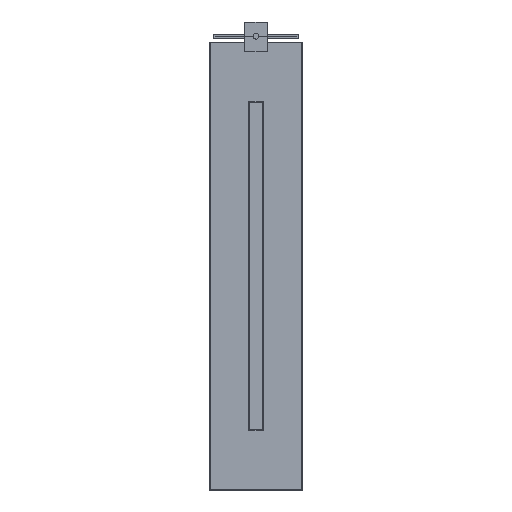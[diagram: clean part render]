
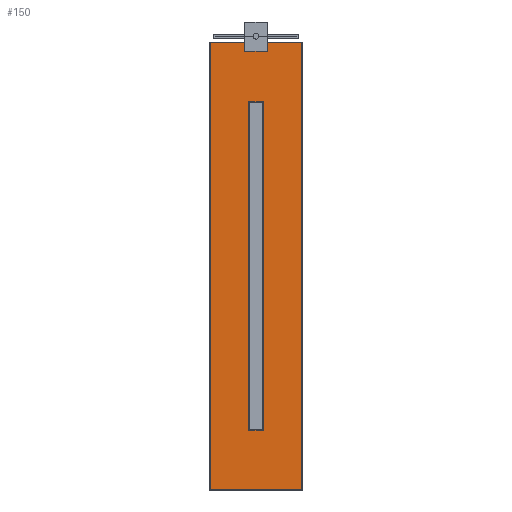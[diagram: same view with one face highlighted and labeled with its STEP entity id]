
A CAD part, top view. The second image highlights one B-rep face of the part: STEP entity #150.
In plain terms, the highlighted planar face has unit normal (0, 0, 1).
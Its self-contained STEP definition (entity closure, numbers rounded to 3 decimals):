
#121=FACE_BOUND('',#301,.T.);
#122=FACE_BOUND('',#302,.T.);
#150=ADVANCED_FACE('',(#121,#122),#214,.T.);
#214=PLANE('',#1114);
#301=EDGE_LOOP('',(#384,#385,#386,#387,#388,#389,#390,#391));
#302=EDGE_LOOP('',(#392,#393,#394,#395));
#384=ORIENTED_EDGE('',*,*,#780,.F.);
#385=ORIENTED_EDGE('',*,*,#781,.T.);
#386=ORIENTED_EDGE('',*,*,#782,.F.);
#387=ORIENTED_EDGE('',*,*,#783,.T.);
#388=ORIENTED_EDGE('',*,*,#784,.F.);
#389=ORIENTED_EDGE('',*,*,#785,.F.);
#390=ORIENTED_EDGE('',*,*,#786,.T.);
#391=ORIENTED_EDGE('',*,*,#787,.T.);
#392=ORIENTED_EDGE('',*,*,#788,.T.);
#393=ORIENTED_EDGE('',*,*,#789,.T.);
#394=ORIENTED_EDGE('',*,*,#790,.F.);
#395=ORIENTED_EDGE('',*,*,#791,.F.);
#680=VERTEX_POINT('',#1549);
#681=VERTEX_POINT('',#1550);
#682=VERTEX_POINT('',#1552);
#683=VERTEX_POINT('',#1554);
#684=VERTEX_POINT('',#1556);
#685=VERTEX_POINT('',#1558);
#686=VERTEX_POINT('',#1560);
#687=VERTEX_POINT('',#1562);
#688=VERTEX_POINT('',#1565);
#689=VERTEX_POINT('',#1566);
#690=VERTEX_POINT('',#1568);
#691=VERTEX_POINT('',#1570);
#780=EDGE_CURVE('',#680,#681,#928,.T.);
#781=EDGE_CURVE('',#680,#682,#929,.T.);
#782=EDGE_CURVE('',#683,#682,#930,.T.);
#783=EDGE_CURVE('',#683,#684,#931,.T.);
#784=EDGE_CURVE('',#685,#684,#932,.T.);
#785=EDGE_CURVE('',#686,#685,#933,.T.);
#786=EDGE_CURVE('',#686,#687,#934,.T.);
#787=EDGE_CURVE('',#687,#681,#935,.T.);
#788=EDGE_CURVE('',#688,#689,#936,.T.);
#789=EDGE_CURVE('',#689,#690,#937,.T.);
#790=EDGE_CURVE('',#691,#690,#938,.T.);
#791=EDGE_CURVE('',#688,#691,#939,.T.);
#928=LINE('',#1548,#1022);
#929=LINE('',#1551,#1023);
#930=LINE('',#1553,#1024);
#931=LINE('',#1555,#1025);
#932=LINE('',#1557,#1026);
#933=LINE('',#1559,#1027);
#934=LINE('',#1561,#1028);
#935=LINE('',#1563,#1029);
#936=LINE('',#1564,#1030);
#937=LINE('',#1567,#1031);
#938=LINE('',#1569,#1032);
#939=LINE('',#1571,#1033);
#1022=VECTOR('',#1230,1.);
#1023=VECTOR('',#1231,1.);
#1024=VECTOR('',#1232,1.);
#1025=VECTOR('',#1233,1.);
#1026=VECTOR('',#1234,1.);
#1027=VECTOR('',#1235,1.);
#1028=VECTOR('',#1236,1.);
#1029=VECTOR('',#1237,1.);
#1030=VECTOR('',#1238,1.);
#1031=VECTOR('',#1239,1.);
#1032=VECTOR('',#1240,1.);
#1033=VECTOR('',#1241,1.);
#1114=AXIS2_PLACEMENT_3D('',#1572,#1242,#1243);
#1230=DIRECTION('',(1.,0.,0.));
#1231=DIRECTION('',(0.,-1.,0.));
#1232=DIRECTION('',(-1.,0.,0.));
#1233=DIRECTION('',(0.,1.,0.));
#1234=DIRECTION('',(1.,0.,0.));
#1235=DIRECTION('',(0.,1.,0.));
#1236=DIRECTION('',(-1.,0.,0.));
#1237=DIRECTION('',(0.,1.,0.));
#1238=DIRECTION('',(-1.,0.,0.));
#1239=DIRECTION('',(0.,1.,0.));
#1240=DIRECTION('',(-1.,0.,0.));
#1241=DIRECTION('',(0.,1.,0.));
#1242=DIRECTION('',(0.,0.,1.));
#1243=DIRECTION('',(1.,0.,0.));
#1548=CARTESIAN_POINT('',(0.,600.,-13.));
#1549=CARTESIAN_POINT('',(-123.,600.,-13.));
#1550=CARTESIAN_POINT('',(-30.,600.,-13.));
#1551=CARTESIAN_POINT('',(-123.,0.,-13.));
#1552=CARTESIAN_POINT('',(-123.,-600.,-13.));
#1553=CARTESIAN_POINT('',(0.,-600.,-13.));
#1554=CARTESIAN_POINT('',(123.,-600.,-13.));
#1555=CARTESIAN_POINT('',(123.,0.,-13.));
#1556=CARTESIAN_POINT('',(123.,600.,-13.));
#1557=CARTESIAN_POINT('',(0.,600.,-13.));
#1558=CARTESIAN_POINT('',(30.,600.,-13.));
#1559=CARTESIAN_POINT('',(30.,576.,-13.));
#1560=CARTESIAN_POINT('',(30.,576.,-13.));
#1561=CARTESIAN_POINT('',(30.,576.,-13.));
#1562=CARTESIAN_POINT('',(-30.,576.,-13.));
#1563=CARTESIAN_POINT('',(-30.,576.,-13.));
#1564=CARTESIAN_POINT('',(20.,-440.,-13.));
#1565=CARTESIAN_POINT('',(20.,-440.,-13.));
#1566=CARTESIAN_POINT('',(-20.,-440.,-13.));
#1567=CARTESIAN_POINT('',(-20.,-440.,-13.));
#1568=CARTESIAN_POINT('',(-20.,440.,-13.));
#1569=CARTESIAN_POINT('',(20.,440.,-13.));
#1570=CARTESIAN_POINT('',(20.,440.,-13.));
#1571=CARTESIAN_POINT('',(20.,-440.,-13.));
#1572=CARTESIAN_POINT('',(0.,0.,-13.));
